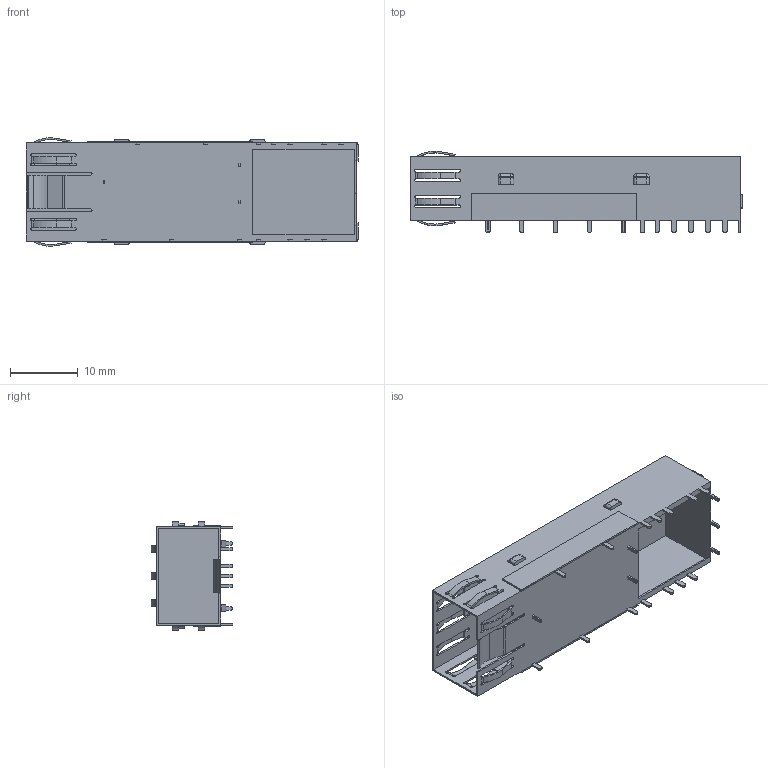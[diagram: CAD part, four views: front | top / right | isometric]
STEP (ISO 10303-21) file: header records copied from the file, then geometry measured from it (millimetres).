
FILE_DESCRIPTION (( 'STEP AP214' ), '1' );
FILE_NAME ('U77A111430L1.STEP', '2022-10-15T08:15:15', ( '' ), ( '' ), 'SwSTEP 2.0', 'SolidWorks 2021', '' );
FILE_SCHEMA (( 'AUTOMOTIVE_DESIGN' ));
Length unit declared in the file: millimetre
Products named in the file (2): U77A111430L1_U77A111430L1; U77A111430L1
Assembly tree (1 placements, depth 2):
  U77A111430L1
    U77A111430L1_U77A111430L1
Bounding box: 49.02 x 12.03 x 16.01 mm (x, y, z)
Volume: 605.5 mm3; surface area: 4956.5 mm2
Topology: 5 solids, 5 shells, 469 faces, 1258 edges, 796 vertices
Faces by surface type: plane 281, cylinder 180, bspline 8
Entity records: 14746 total; most frequent: CARTESIAN_POINT 2835, ORIENTED_EDGE 2500, DIRECTION 2456, EDGE_CURVE 1250, VECTOR 854, LINE 854, AXIS2_PLACEMENT_3D 801, VERTEX_POINT 796
